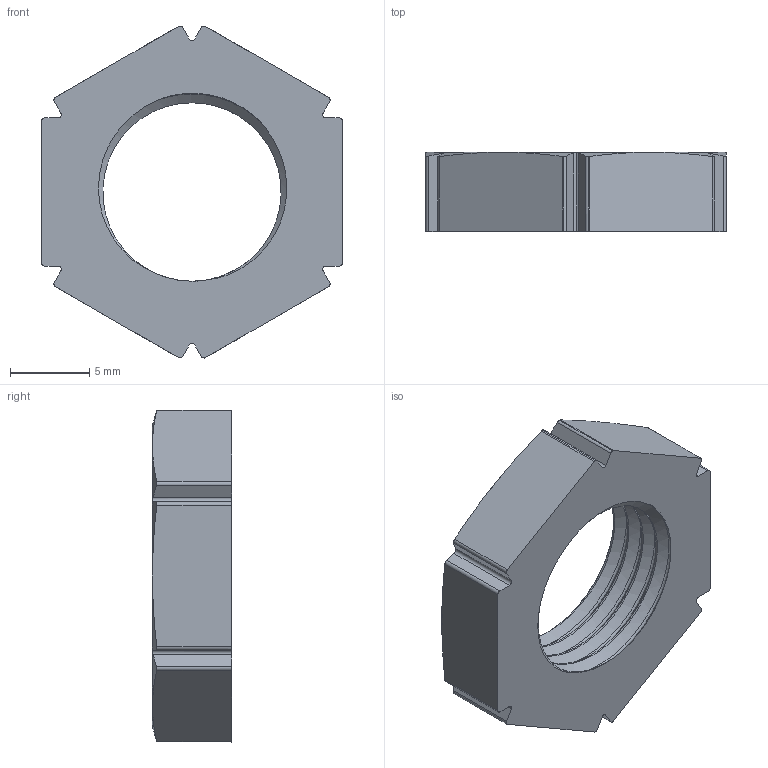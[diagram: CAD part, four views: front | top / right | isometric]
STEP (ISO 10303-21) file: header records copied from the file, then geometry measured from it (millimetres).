
FILE_DESCRIPTION (( 'STEP AP203' ), '1' );
FILE_NAME ('BM3696.STEP', '2024-10-07T13:51:50', ( '' ), ( '' ), 'SwSTEP 2.0', 'SolidWorks 2022', '' );
FILE_SCHEMA (( 'CONFIG_CONTROL_DESIGN' ));
Length unit declared in the file: millimetre
Products named in the file (1): BM3696
Bounding box: 19 x 5 x 20.99 mm (x, y, z)
Volume: 971.8 mm3; surface area: 1001.8 mm2
Topology: 1 solids, 1 shells, 61 faces, 172 edges, 114 vertices
Faces by surface type: cylinder 31, plane 20, cone 7, bspline 3
Entity records: 3379 total; most frequent: CARTESIAN_POINT 1868, ORIENTED_EDGE 342, DIRECTION 249, EDGE_CURVE 171, VERTEX_POINT 112, AXIS2_PLACEMENT_3D 91, LINE 67, VECTOR 67
